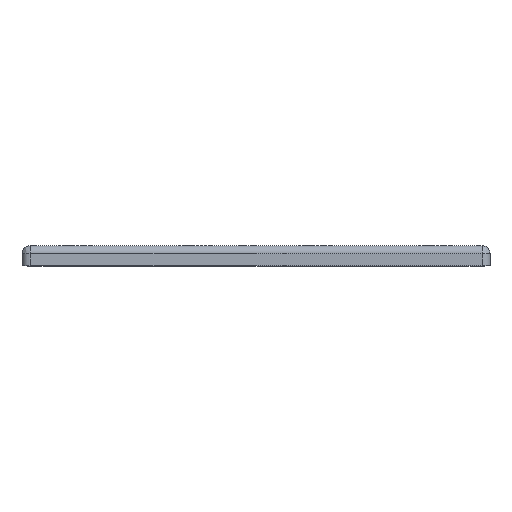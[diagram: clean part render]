
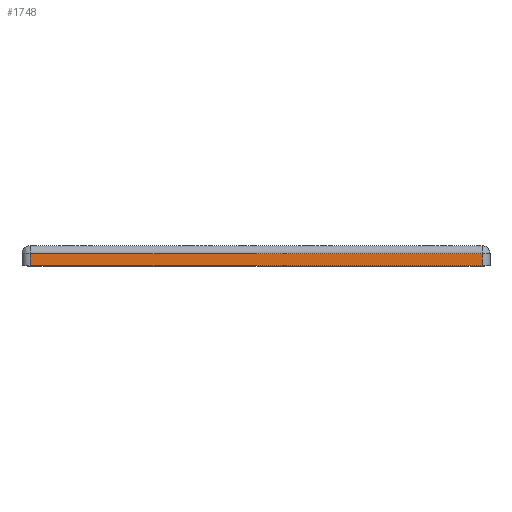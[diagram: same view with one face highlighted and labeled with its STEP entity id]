
A CAD part, top view. The second image highlights one B-rep face of the part: STEP entity #1748.
In plain terms, the highlighted planar face has unit normal (0, 0, 1).
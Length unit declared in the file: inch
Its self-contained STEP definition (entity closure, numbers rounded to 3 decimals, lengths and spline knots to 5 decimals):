
#11 = DIRECTION ( 'NONE',  ( -1., 0., 0. ) ) ;
#31 = DIRECTION ( 'NONE',  ( 0., 1., 0. ) ) ;
#43 = PLANE ( 'NONE',  #737 ) ;
#138 = LINE ( 'NONE', #1424, #1528 ) ;
#241 = FACE_OUTER_BOUND ( 'NONE', #2289, .T. ) ;
#349 = CARTESIAN_POINT ( 'NONE',  ( -2.22441, 0., 2.30315 ) ) ;
#360 = VECTOR ( 'NONE', #31, 39.37008 ) ;
#378 = CARTESIAN_POINT ( 'NONE',  ( -2.30315, 0.11811, 2.30315 ) ) ;
#695 = CARTESIAN_POINT ( 'NONE',  ( -2.30315, 0.19685, 2.30315 ) ) ;
#737 = AXIS2_PLACEMENT_3D ( 'NONE', #695, #1789, #11 ) ;
#785 = DIRECTION ( 'NONE',  ( 1., 0., 0. ) ) ;
#798 = ORIENTED_EDGE ( 'NONE', *, *, #2396, .F. ) ;
#803 = EDGE_CURVE ( 'NONE', #837, #2668, #2870, .T. ) ;
#837 = VERTEX_POINT ( 'NONE', #1616 ) ;
#929 = LINE ( 'NONE', #2272, #360 ) ;
#932 = EDGE_CURVE ( 'NONE', #1004, #837, #929, .T. ) ;
#1004 = VERTEX_POINT ( 'NONE', #349 ) ;
#1082 = EDGE_CURVE ( 'NONE', #1004, #1508, #138, .T. ) ;
#1277 = ORIENTED_EDGE ( 'NONE', *, *, #1082, .T. ) ;
#1424 = CARTESIAN_POINT ( 'NONE',  ( 1.12205, 0., 2.30315 ) ) ;
#1439 = VECTOR ( 'NONE', #2310, 39.37008 ) ;
#1508 = VERTEX_POINT ( 'NONE', #2102 ) ;
#1528 = VECTOR ( 'NONE', #785, 39.37008 ) ;
#1616 = CARTESIAN_POINT ( 'NONE',  ( -2.22441, 0.11811, 2.30315 ) ) ;
#1748 = ADVANCED_FACE ( 'NONE', ( #241 ), #43, .F. ) ;
#1789 = DIRECTION ( 'NONE',  ( 0., 0., -1. ) ) ;
#2102 = CARTESIAN_POINT ( 'NONE',  ( 2.22441, 0., 2.30315 ) ) ;
#2270 = ORIENTED_EDGE ( 'NONE', *, *, #803, .F. ) ;
#2272 = CARTESIAN_POINT ( 'NONE',  ( -2.22441, 0.19685, 2.30315 ) ) ;
#2289 = EDGE_LOOP ( 'NONE', ( #2270, #2763, #1277, #798 ) ) ;
#2310 = DIRECTION ( 'NONE',  ( 0., -1., 0. ) ) ;
#2396 = EDGE_CURVE ( 'NONE', #2668, #1508, #2532, .T. ) ;
#2417 = DIRECTION ( 'NONE',  ( 1., 0., 0. ) ) ;
#2532 = LINE ( 'NONE', #2799, #1439 ) ;
#2597 = CARTESIAN_POINT ( 'NONE',  ( 2.22441, 0.11811, 2.30315 ) ) ;
#2667 = VECTOR ( 'NONE', #2417, 39.37008 ) ;
#2668 = VERTEX_POINT ( 'NONE', #2597 ) ;
#2763 = ORIENTED_EDGE ( 'NONE', *, *, #932, .F. ) ;
#2799 = CARTESIAN_POINT ( 'NONE',  ( 2.22441, 0.19685, 2.30315 ) ) ;
#2870 = LINE ( 'NONE', #378, #2667 ) ;
